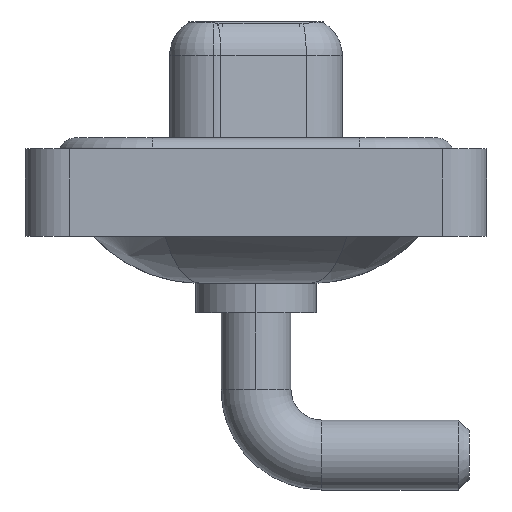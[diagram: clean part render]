
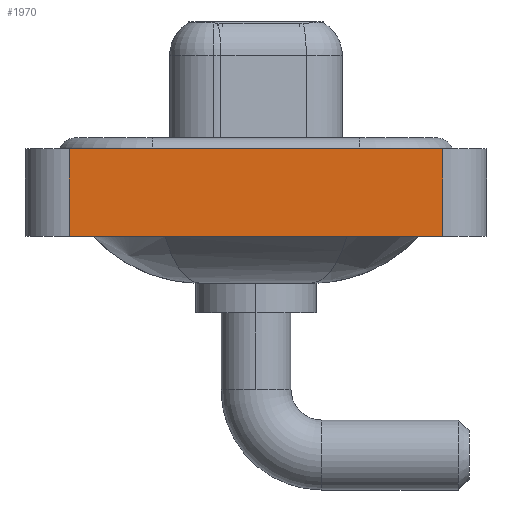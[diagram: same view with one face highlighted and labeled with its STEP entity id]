
A CAD part, left-side view. The second image highlights one B-rep face of the part: STEP entity #1970.
In plain terms, the highlighted planar face has unit normal (-1, 0, 0).
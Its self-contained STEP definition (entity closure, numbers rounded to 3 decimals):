
#587 = LINE ( 'NONE', #5717, #12132 ) ;
#683 = LINE ( 'NONE', #4381, #13246 ) ;
#859 = ORIENTED_EDGE ( 'NONE', *, *, #14177, .T. ) ;
#1970 = ADVANCED_FACE ( 'NONE', ( #5466 ), #4179, .T. ) ;
#2731 = CARTESIAN_POINT ( 'NONE',  ( -7.3, -8.55, -3.6 ) ) ;
#3142 = VECTOR ( 'NONE', #15172, 1000. ) ;
#3159 = VERTEX_POINT ( 'NONE', #13929 ) ;
#4179 = PLANE ( 'NONE',  #10001 ) ;
#4381 = CARTESIAN_POINT ( 'NONE',  ( -7.3, 8.55, -3.6 ) ) ;
#4497 = ORIENTED_EDGE ( 'NONE', *, *, #11004, .F. ) ;
#4707 = ORIENTED_EDGE ( 'NONE', *, *, #6558, .F. ) ;
#5389 = DIRECTION ( 'NONE',  ( 0., 0., 1. ) ) ;
#5466 = FACE_OUTER_BOUND ( 'NONE', #9553, .T. ) ;
#5717 = CARTESIAN_POINT ( 'NONE',  ( -7.3, -8.55, -3.6 ) ) ;
#6558 = EDGE_CURVE ( 'NONE', #7487, #3159, #7726, .T. ) ;
#7447 = CARTESIAN_POINT ( 'NONE',  ( -7.3, 8.55, 0.4 ) ) ;
#7462 = VERTEX_POINT ( 'NONE', #2731 ) ;
#7483 = CARTESIAN_POINT ( 'NONE',  ( -7.3, -8.55, 0.4 ) ) ;
#7487 = VERTEX_POINT ( 'NONE', #7447 ) ;
#7726 = LINE ( 'NONE', #7483, #3142 ) ;
#7872 = DIRECTION ( 'NONE',  ( -1., 0., 0. ) ) ;
#8037 = EDGE_CURVE ( 'NONE', #8832, #7462, #587, .T. ) ;
#8832 = VERTEX_POINT ( 'NONE', #14000 ) ;
#8952 = CARTESIAN_POINT ( 'NONE',  ( -7.3, -8.55, -3.6 ) ) ;
#9282 = DIRECTION ( 'NONE',  ( 0., 0., 1. ) ) ;
#9553 = EDGE_LOOP ( 'NONE', ( #859, #4707, #4497, #14428 ) ) ;
#10001 = AXIS2_PLACEMENT_3D ( 'NONE', #12885, #7872, #5389 ) ;
#11004 = EDGE_CURVE ( 'NONE', #8832, #7487, #683, .T. ) ;
#12132 = VECTOR ( 'NONE', #14113, 1000. ) ;
#12737 = DIRECTION ( 'NONE',  ( 0., 0., 1. ) ) ;
#12885 = CARTESIAN_POINT ( 'NONE',  ( -7.3, -8.55, -3.6 ) ) ;
#13246 = VECTOR ( 'NONE', #9282, 1000. ) ;
#13807 = VECTOR ( 'NONE', #12737, 1000. ) ;
#13929 = CARTESIAN_POINT ( 'NONE',  ( -7.3, -8.55, 0.4 ) ) ;
#14000 = CARTESIAN_POINT ( 'NONE',  ( -7.3, 8.55, -3.6 ) ) ;
#14113 = DIRECTION ( 'NONE',  ( 0., -1., 0. ) ) ;
#14177 = EDGE_CURVE ( 'NONE', #7462, #3159, #15090, .T. ) ;
#14428 = ORIENTED_EDGE ( 'NONE', *, *, #8037, .T. ) ;
#15090 = LINE ( 'NONE', #8952, #13807 ) ;
#15172 = DIRECTION ( 'NONE',  ( 0., -1., 0. ) ) ;
